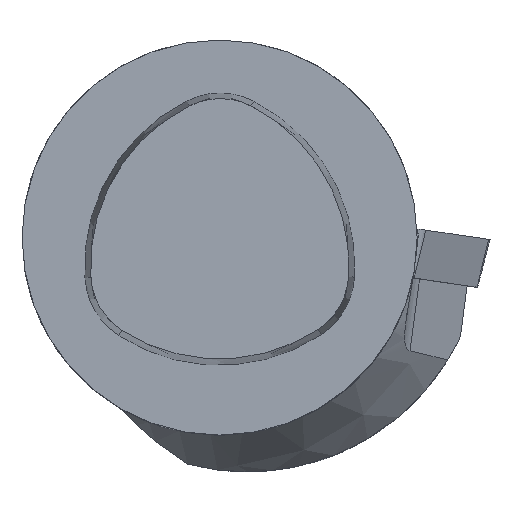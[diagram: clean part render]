
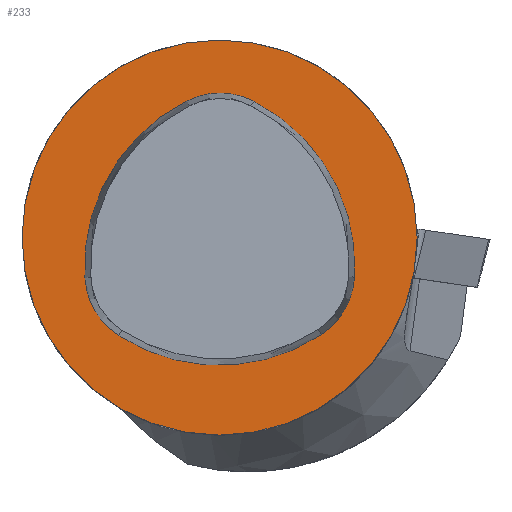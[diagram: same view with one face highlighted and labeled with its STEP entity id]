
A CAD part, top view. The second image highlights one B-rep face of the part: STEP entity #233.
In plain terms, the highlighted planar face has unit normal (0, 0, 1).
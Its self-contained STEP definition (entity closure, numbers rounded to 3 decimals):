
#233=ADVANCED_FACE('',(#312),#273,.T.);
#273=PLANE('',#940);
#312=FACE_OUTER_BOUND('',#368,.T.);
#368=EDGE_LOOP('',(#505));
#505=ORIENTED_EDGE('',*,*,#783,.T.);
#692=VERTEX_POINT('',#1471);
#783=EDGE_CURVE('',#692,#692,#859,.T.);
#859=CIRCLE('',#934,16.);
#934=AXIS2_PLACEMENT_3D('',#1470,#1104,#1105);
#940=AXIS2_PLACEMENT_3D('',#1489,#1120,#1121);
#1104=DIRECTION('',(0.,0.,1.));
#1105=DIRECTION('',(1.,0.,0.));
#1120=DIRECTION('',(0.,0.,1.));
#1121=DIRECTION('',(-1.,0.,0.));
#1470=CARTESIAN_POINT('',(0.,0.,0.));
#1471=CARTESIAN_POINT('',(16.,0.,0.));
#1489=CARTESIAN_POINT('',(0.,0.,0.));
